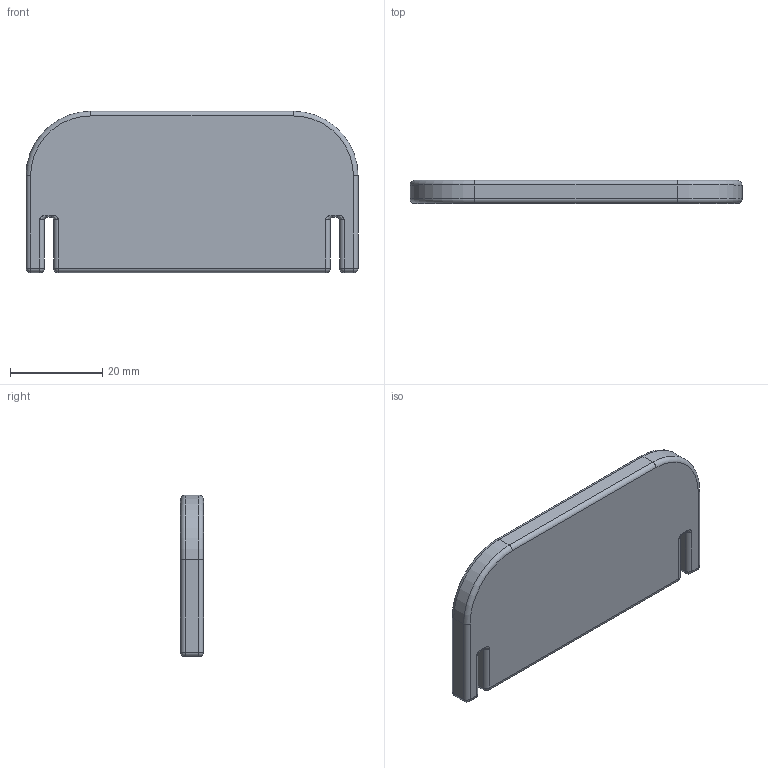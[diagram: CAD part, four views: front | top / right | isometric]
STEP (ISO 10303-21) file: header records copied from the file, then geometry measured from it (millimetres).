
FILE_DESCRIPTION(/* description */ ('','CAx-IF Rec.Pracs.---Representation and Presentation of Product Manufacturing Information (PMI)---4.0---2014-10-13'),/* implementation_level */ '2;1');
FILE_NAME(/* name */ 'Guide.step',/* time_stamp */ '2024-12-16T17:47:39+09:00',/* author */ (''),/* organization */ (''),/* preprocessor_version */ 'ST-DEVELOPER v20',/* originating_system */ 'Autodesk Translation Framework v13.20.0.188',/* authorisation */ '');
FILE_SCHEMA (('AP242_MANAGED_MODEL_BASED_3D_ENGINEERING_MIM_LF { 1 0 10303 442 1 1 4 }'));
Length unit declared in the file: millimetre
Products named in the file (1): Guide
Bounding box: 72 x 5 x 35 mm (x, y, z)
Volume: 11830.5 mm3; surface area: 5795.2 mm2
Topology: 1 solids, 1 shells, 74 faces, 156 edges, 84 vertices
Faces by surface type: cylinder 36, plane 14, sphere 12, bspline 8, torus 4
Entity records: 2493 total; most frequent: CARTESIAN_POINT 903, DIRECTION 342, ORIENTED_EDGE 312, EDGE_CURVE 156, AXIS2_PLACEMENT_3D 135, VERTEX_POINT 84, FACE_OUTER_BOUND 74, EDGE_LOOP 74
